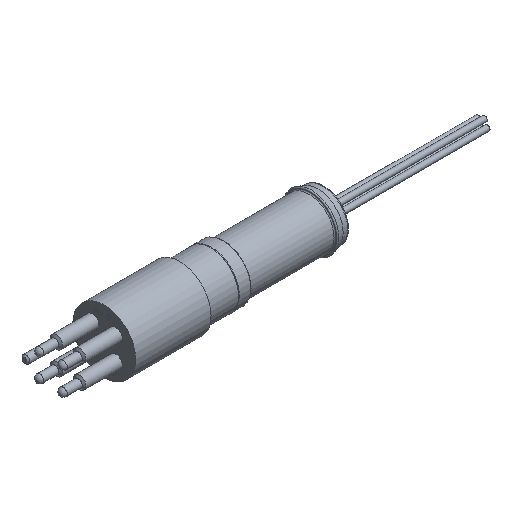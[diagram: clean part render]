
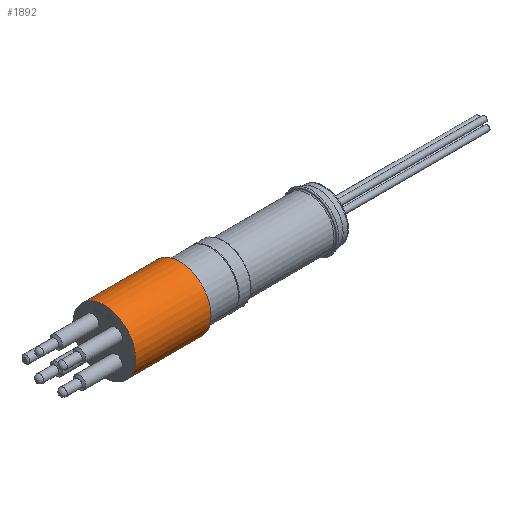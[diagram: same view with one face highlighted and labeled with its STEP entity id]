
A CAD part, isometric view. The second image highlights one B-rep face of the part: STEP entity #1892.
In plain terms, the highlighted cylindrical face has radius 7.938 mm (diameter 15.875 mm), a full revolution.
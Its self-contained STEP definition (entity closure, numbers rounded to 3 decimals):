
#126=LINE('',#2941,#254);
#254=VECTOR('',#2373,7.938);
#377=CYLINDRICAL_SURFACE('',#2075,7.938);
#414=FACE_OUTER_BOUND('',#517,.T.);
#517=EDGE_LOOP('',(#1312,#1313,#1314,#1315,#1316,#1317));
#669=CIRCLE('',#2076,7.938);
#670=CIRCLE('',#2077,7.938);
#671=CIRCLE('',#2078,7.938);
#672=CIRCLE('',#2079,7.938);
#768=VERTEX_POINT('',#2937);
#769=VERTEX_POINT('',#2938);
#770=VERTEX_POINT('',#2940);
#771=VERTEX_POINT('',#2942);
#979=EDGE_CURVE('',#768,#769,#669,.T.);
#980=EDGE_CURVE('',#769,#770,#126,.T.);
#981=EDGE_CURVE('',#771,#770,#670,.T.);
#982=EDGE_CURVE('',#770,#771,#671,.T.);
#983=EDGE_CURVE('',#769,#768,#672,.T.);
#1312=ORIENTED_EDGE('',*,*,#979,.T.);
#1313=ORIENTED_EDGE('',*,*,#980,.T.);
#1314=ORIENTED_EDGE('',*,*,#981,.F.);
#1315=ORIENTED_EDGE('',*,*,#982,.F.);
#1316=ORIENTED_EDGE('',*,*,#980,.F.);
#1317=ORIENTED_EDGE('',*,*,#983,.T.);
#1892=ADVANCED_FACE('',(#414),#377,.T.);
#2075=AXIS2_PLACEMENT_3D('',#2936,#2369,#2370);
#2076=AXIS2_PLACEMENT_3D('',#2939,#2371,#2372);
#2077=AXIS2_PLACEMENT_3D('',#2943,#2374,#2375);
#2078=AXIS2_PLACEMENT_3D('',#2944,#2376,#2377);
#2079=AXIS2_PLACEMENT_3D('',#2945,#2378,#2379);
#2369=DIRECTION('center_axis',(1.,0.,0.));
#2370=DIRECTION('ref_axis',(0.,0.,-1.));
#2371=DIRECTION('center_axis',(-1.,0.,0.));
#2372=DIRECTION('ref_axis',(0.,0.,1.));
#2373=DIRECTION('',(-1.,0.,0.));
#2374=DIRECTION('center_axis',(-1.,0.,0.));
#2375=DIRECTION('ref_axis',(0.,0.,1.));
#2376=DIRECTION('center_axis',(-1.,0.,0.));
#2377=DIRECTION('ref_axis',(0.,0.,1.));
#2378=DIRECTION('center_axis',(-1.,0.,0.));
#2379=DIRECTION('ref_axis',(0.,0.,1.));
#2936=CARTESIAN_POINT('Origin',(-20.65,0.,0.));
#2937=CARTESIAN_POINT('',(-1.6,0.,-7.938));
#2938=CARTESIAN_POINT('',(-1.6,0.,7.938));
#2939=CARTESIAN_POINT('Origin',(-1.6,0.,0.));
#2940=CARTESIAN_POINT('',(-20.65,0.,7.938));
#2941=CARTESIAN_POINT('',(-20.65,0.,7.938));
#2942=CARTESIAN_POINT('',(-20.65,0.,-7.938));
#2943=CARTESIAN_POINT('Origin',(-20.65,0.,0.));
#2944=CARTESIAN_POINT('Origin',(-20.65,0.,0.));
#2945=CARTESIAN_POINT('Origin',(-1.6,0.,0.));
